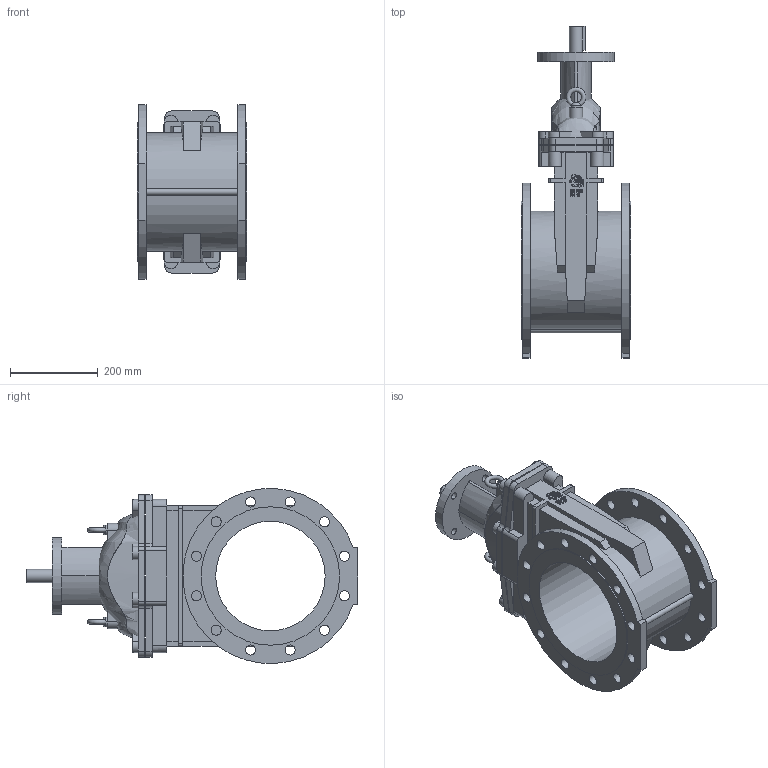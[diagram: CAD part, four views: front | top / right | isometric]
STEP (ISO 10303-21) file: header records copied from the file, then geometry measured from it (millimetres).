
FILE_DESCRIPTION(('STEP AP203'), '1');
FILE_NAME('3D_102-250-10', '', ('UNSPECIFIED'), ('UNSPECIFIED'), 'C3D Converter', 'C3D Toolkit', '');
FILE_SCHEMA(('CONFIG_CONTROL_DESIGN'));
Length unit declared in the file: millimetre
Bounding box: 250 x 758 x 399.55 mm (x, y, z)
Volume: 14448465.2 mm3; surface area: 1450588.9 mm2
Topology: 10 solids, 10 shells, 3739 faces, 11001 edges, 7327 vertices
Faces by surface type: plane 3612, cylinder 94, bspline 26, torus 6, cone 1
Full cylindrical faces by diameter (mm): 16 x4, 21 x2, 22 x2, 23 x24, 25 x2, 30 x1, 175 x1, 250 x1, 316 x2
Entity records: 162545 total; most frequent: CARTESIAN_POINT 33007, ORIENTED_EDGE 21916, DIRECTION 18518, EDGE_CURVE 10958, LINE 10614, VECTOR 10614, VERTEX_POINT 7325, AXIS2_PLACEMENT_3D 3952
